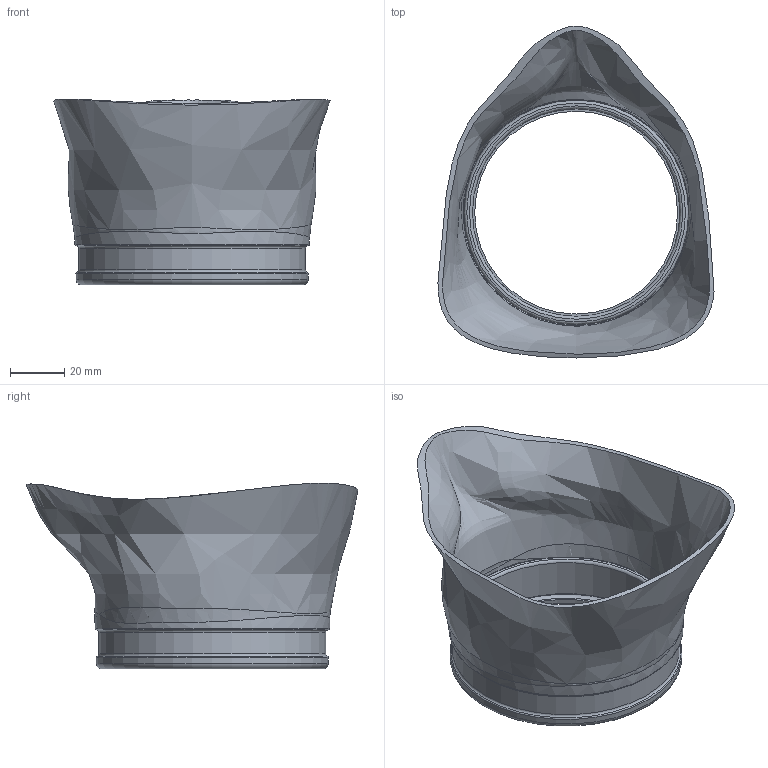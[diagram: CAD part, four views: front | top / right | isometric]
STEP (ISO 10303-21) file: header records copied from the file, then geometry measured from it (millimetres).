
FILE_DESCRIPTION(/* description */ (''),/* implementation_level */ '2;1');
FILE_NAME(/* name */ 'IM Mask 86R v7.step',/* time_stamp */ '2020-03-22T18:29:01-04:00',/* author */ (''),/* organization */ (''),/* preprocessor_version */ 'ST-DEVELOPER v18',/* originating_system */ 'Autodesk Translation Framework v8.12.0.6',/* authorisation */ '');
FILE_SCHEMA (('AUTOMOTIVE_DESIGN { 1 0 10303 214 3 1 1 }'));
Length unit declared in the file: millimetre
Products named in the file (2): IM Mask 86R; Rigid Ring
Assembly tree (1 placements, depth 2):
  IM Mask 86R
    Rigid Ring
Bounding box: 102.07 x 122.73 x 68.6 mm (x, y, z)
Volume: 41094.8 mm3; surface area: 51443.5 mm2
Topology: 2 solids, 2 shells, 47 faces, 112 edges, 62 vertices
Faces by surface type: torus 18, bspline 15, cylinder 6, plane 4, cone 4
Full cylindrical faces by diameter (mm): 75 x1, 76.883 x1, 80.706 x2, 82.883 x1, 83.883 x1
Entity records: 4764 total; most frequent: CARTESIAN_POINT 3706, DIRECTION 212, ORIENTED_EDGE 208, EDGE_CURVE 104, AXIS2_PLACEMENT_3D 102, CIRCLE 67, VERTEX_POINT 62, EDGE_LOOP 52
